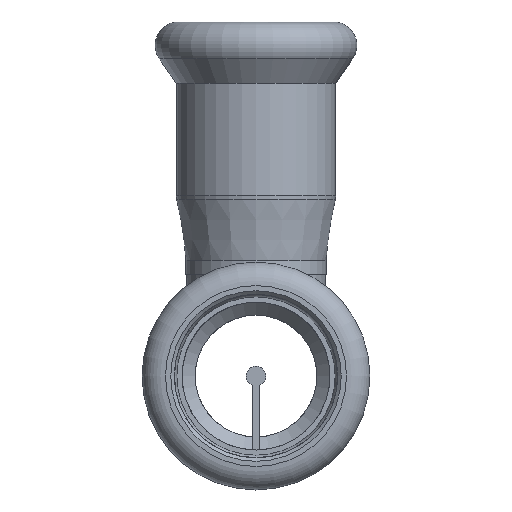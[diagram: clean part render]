
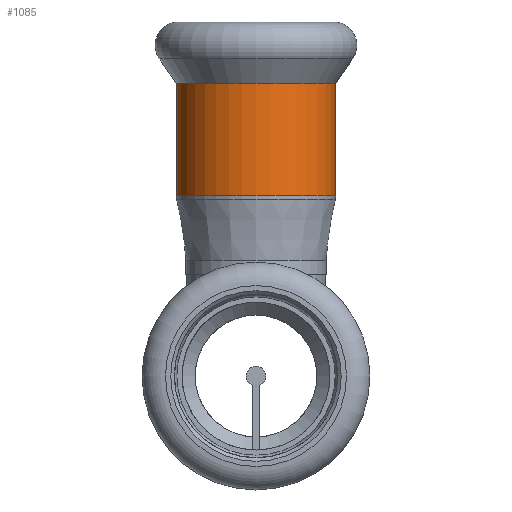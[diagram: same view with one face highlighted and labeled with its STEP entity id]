
A CAD part, left-side view. The second image highlights one B-rep face of the part: STEP entity #1085.
In plain terms, the highlighted cylindrical face has radius 9.15 mm (diameter 18.3 mm), a full revolution.
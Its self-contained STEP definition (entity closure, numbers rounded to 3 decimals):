
#235=FACE_BOUND($,#443,.T.);
#312=FACE_OUTER_BOUND($,#442,.T.);
#442=EDGE_LOOP($,(#936));
#443=EDGE_LOOP($,(#937));
#537=CIRCLE($,#1214,9.15);
#548=CIRCLE($,#1238,9.15);
#629=VERTEX_POINT($,#1983);
#640=VERTEX_POINT($,#2018);
#736=EDGE_CURVE($,#629,#629,#537,.T.);
#747=EDGE_CURVE($,#640,#640,#548,.T.);
#936=ORIENTED_EDGE($,*,*,#736,.F.);
#937=ORIENTED_EDGE($,*,*,#747,.T.);
#1019=CYLINDRICAL_SURFACE($,#1239,9.15);
#1085=ADVANCED_FACE($,(#312,#235),#1019,.T.);
#1214=AXIS2_PLACEMENT_3D($,#1984,#1496,#1497);
#1238=AXIS2_PLACEMENT_3D($,#2019,#1544,#1545);
#1239=AXIS2_PLACEMENT_3D($,#2020,#1546,#1547);
#1496=DIRECTION('center_axis',(-1.,0.,0.));
#1497=DIRECTION('ref_axis',(0.,0.,1.));
#1544=DIRECTION('center_axis',(-1.,0.,0.));
#1545=DIRECTION('ref_axis',(0.,0.,1.));
#1546=DIRECTION('center_axis',(-1.,0.,0.));
#1547=DIRECTION('ref_axis',(0.,0.,1.));
#1983=CARTESIAN_POINT('',(7.05,0.,9.15));
#1984=CARTESIAN_POINT('Origin',(7.05,0.,0.));
#2018=CARTESIAN_POINT('',(20.,0.,9.15));
#2019=CARTESIAN_POINT('Origin',(20.,0.,0.));
#2020=CARTESIAN_POINT('Origin',(13.525,0.,0.));
